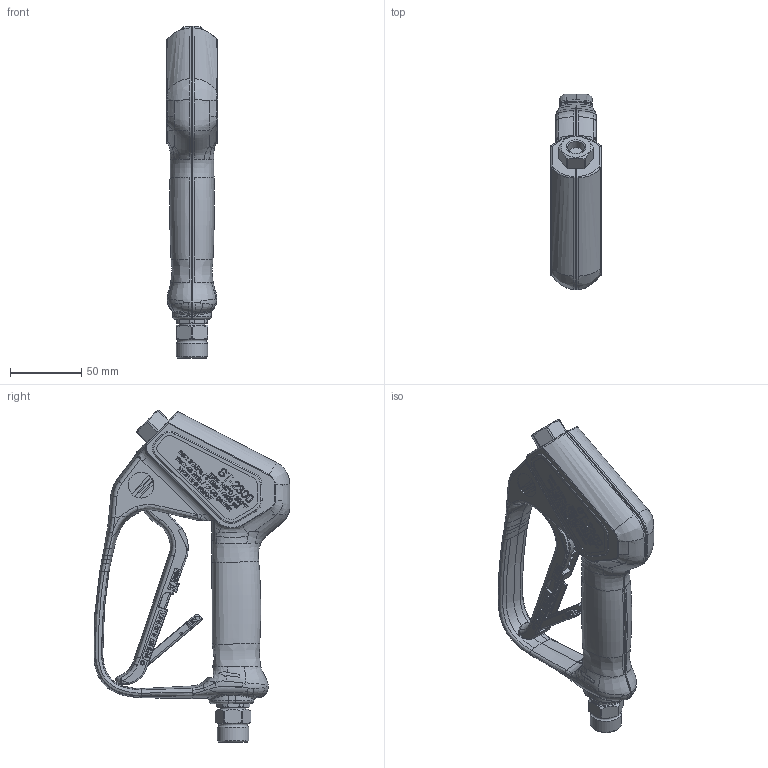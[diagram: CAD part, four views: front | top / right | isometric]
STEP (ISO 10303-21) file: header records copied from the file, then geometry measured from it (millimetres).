
FILE_DESCRIPTION(/* description */ ('Unknown'),/* implementation_level */ '2;1');
FILE_NAME(/* name */ '202300553_Pistole_ST-2300_m.Sw_M22x1.5_2024_12_09',/* time_stamp */ '2024-12-09T15:29:36+01:00',/* author */ ('Unknown'),/* organization */ ('Unknown'),/* preprocessor_version */ 'ST-DEVELOPER v18.104',/* originating_system */ 'Solid Edge',/* authorisation */ 'Unknown');
FILE_SCHEMA (('AUTOMOTIVE_DESIGN {1 0 10303 214 3 1 1}'));
Products named in the file (1): Part12
Bounding box: 36.15 x 137.29 x 232.56 mm (x, y, z)
Volume: 376296.8 mm3; surface area: 62965.1 mm2
Topology: 1 solids, 1 shells, 3314 faces, 8783 edges, 5756 vertices
Faces by surface type: plane 2021, cylinder 728, bspline 437, torus 77, cone 37, sphere 14
Full cylindrical faces by diameter (mm): 0.66 x1, 0.663 x1, 1.096 x1, 1.097 x1, 3 x4, 3.1 x2, 6 x1, 11.82 x1, 14 x1, 18 x3, 20 x1, 22 x1
Entity records: 176095 total; most frequent: CARTESIAN_POINT 74841, ORIENTED_EDGE 17354, DIRECTION 13895, EDGE_CURVE 8677, VERTEX_POINT 5738, LINE 5489, VECTOR 5489, AXIS2_PLACEMENT_3D 4203
